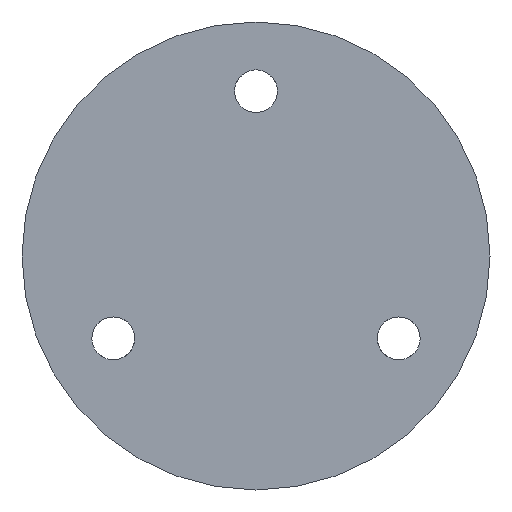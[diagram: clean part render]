
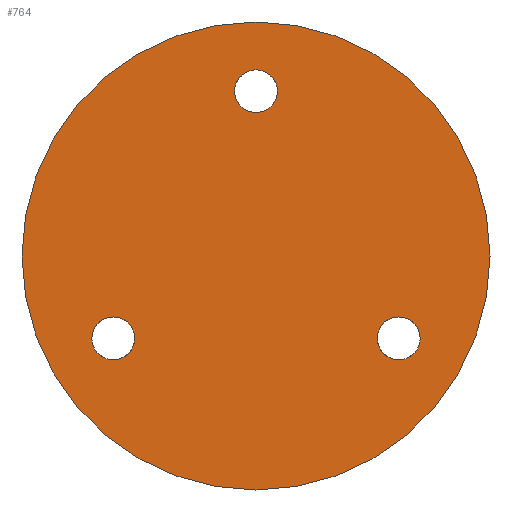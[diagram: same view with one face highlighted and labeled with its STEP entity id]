
A CAD part, front view. The second image highlights one B-rep face of the part: STEP entity #764.
In plain terms, the highlighted planar face has unit normal (0, -1, 0).
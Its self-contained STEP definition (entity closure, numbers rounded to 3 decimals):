
#5 = DIRECTION ( 'NONE',  ( 0., 0., -1. ) ) ;
#14 = AXIS2_PLACEMENT_3D ( 'NONE', #690, #1162, #5 ) ;
#20 = FACE_BOUND ( 'NONE', #245, .T. ) ;
#41 = CARTESIAN_POINT ( 'NONE',  ( 0., 0., 25. ) ) ;
#53 = DIRECTION ( 'NONE',  ( 0., 0., -1. ) ) ;
#86 = CIRCLE ( 'NONE', #973, 3.25 ) ;
#112 = FACE_BOUND ( 'NONE', #341, .T. ) ;
#117 = AXIS2_PLACEMENT_3D ( 'NONE', #1464, #437, #559 ) ;
#147 = DIRECTION ( 'NONE',  ( -1., 0., 0. ) ) ;
#153 = DIRECTION ( 'NONE',  ( 0., -1., 0. ) ) ;
#162 = VERTEX_POINT ( 'NONE', #882 ) ;
#180 = AXIS2_PLACEMENT_3D ( 'NONE', #822, #1285, #259 ) ;
#243 = DIRECTION ( 'NONE',  ( 1., 0., 0. ) ) ;
#245 = EDGE_LOOP ( 'NONE', ( #807, #1268 ) ) ;
#249 = DIRECTION ( 'NONE',  ( 0., 1., 0. ) ) ;
#259 = DIRECTION ( 'NONE',  ( 0.866, 0., 0.5 ) ) ;
#285 = AXIS2_PLACEMENT_3D ( 'NONE', #455, #345, #1026 ) ;
#297 = ORIENTED_EDGE ( 'NONE', *, *, #620, .T. ) ;
#329 = CARTESIAN_POINT ( 'NONE',  ( -35.5, 0., 0. ) ) ;
#341 = EDGE_LOOP ( 'NONE', ( #700, #1487 ) ) ;
#345 = DIRECTION ( 'NONE',  ( 0., -1., 0. ) ) ;
#378 = ORIENTED_EDGE ( 'NONE', *, *, #990, .F. ) ;
#380 = AXIS2_PLACEMENT_3D ( 'NONE', #41, #153, #53 ) ;
#385 = CARTESIAN_POINT ( 'NONE',  ( 0., 0., 28.25 ) ) ;
#392 = CARTESIAN_POINT ( 'NONE',  ( 21.651, 0., -12.5 ) ) ;
#427 = AXIS2_PLACEMENT_3D ( 'NONE', #713, #249, #147 ) ;
#434 = DIRECTION ( 'NONE',  ( 0.866, 0., 0.5 ) ) ;
#437 = DIRECTION ( 'NONE',  ( 0., -1., 0. ) ) ;
#443 = CARTESIAN_POINT ( 'NONE',  ( -24.465, 0., -14.125 ) ) ;
#455 = CARTESIAN_POINT ( 'NONE',  ( 21.651, 0., -12.5 ) ) ;
#464 = CARTESIAN_POINT ( 'NONE',  ( 0., 0., 0. ) ) ;
#471 = FACE_BOUND ( 'NONE', #797, .T. ) ;
#506 = EDGE_CURVE ( 'NONE', #1413, #1295, #1113, .T. ) ;
#508 = CARTESIAN_POINT ( 'NONE',  ( 18.836, 0., -10.875 ) ) ;
#510 = ORIENTED_EDGE ( 'NONE', *, *, #1300, .F. ) ;
#524 = FACE_OUTER_BOUND ( 'NONE', #798, .T. ) ;
#559 = DIRECTION ( 'NONE',  ( 1., 0., 0. ) ) ;
#587 = CARTESIAN_POINT ( 'NONE',  ( 0., 0., 21.75 ) ) ;
#605 = DIRECTION ( 'NONE',  ( -0.866, 0., 0.5 ) ) ;
#620 = EDGE_CURVE ( 'NONE', #914, #162, #757, .T. ) ;
#636 = CARTESIAN_POINT ( 'NONE',  ( 24.465, 0., -14.125 ) ) ;
#690 = CARTESIAN_POINT ( 'NONE',  ( 0., 0., 25. ) ) ;
#700 = ORIENTED_EDGE ( 'NONE', *, *, #506, .F. ) ;
#709 = VERTEX_POINT ( 'NONE', #508 ) ;
#713 = CARTESIAN_POINT ( 'NONE',  ( 0., 0., 0. ) ) ;
#714 = CARTESIAN_POINT ( 'NONE',  ( -18.836, 0., -10.875 ) ) ;
#721 = ORIENTED_EDGE ( 'NONE', *, *, #933, .T. ) ;
#757 = CIRCLE ( 'NONE', #1346, 35.5 ) ;
#764 = ADVANCED_FACE ( 'NONE', ( #20, #471, #112, #524 ), #841, .F. ) ;
#779 = CARTESIAN_POINT ( 'NONE',  ( -21.651, 0., -12.5 ) ) ;
#797 = EDGE_LOOP ( 'NONE', ( #378, #510 ) ) ;
#798 = EDGE_LOOP ( 'NONE', ( #721, #297 ) ) ;
#805 = CIRCLE ( 'NONE', #180, 3.25 ) ;
#807 = ORIENTED_EDGE ( 'NONE', *, *, #1259, .F. ) ;
#809 = EDGE_CURVE ( 'NONE', #947, #1384, #805, .T. ) ;
#822 = CARTESIAN_POINT ( 'NONE',  ( -21.651, 0., -12.5 ) ) ;
#841 = PLANE ( 'NONE',  #427 ) ;
#850 = CIRCLE ( 'NONE', #117, 35.5 ) ;
#882 = CARTESIAN_POINT ( 'NONE',  ( 35.5, 0., 0. ) ) ;
#914 = VERTEX_POINT ( 'NONE', #329 ) ;
#933 = EDGE_CURVE ( 'NONE', #162, #914, #850, .T. ) ;
#947 = VERTEX_POINT ( 'NONE', #443 ) ;
#950 = CIRCLE ( 'NONE', #1318, 3.25 ) ;
#973 = AXIS2_PLACEMENT_3D ( 'NONE', #779, #1265, #434 ) ;
#990 = EDGE_CURVE ( 'NONE', #709, #1220, #1039, .T. ) ;
#1026 = DIRECTION ( 'NONE',  ( -0.866, 0., 0.5 ) ) ;
#1039 = CIRCLE ( 'NONE', #285, 3.25 ) ;
#1113 = CIRCLE ( 'NONE', #380, 3.25 ) ;
#1133 = DIRECTION ( 'NONE',  ( 0., -1., 0. ) ) ;
#1162 = DIRECTION ( 'NONE',  ( 0., -1., 0. ) ) ;
#1220 = VERTEX_POINT ( 'NONE', #636 ) ;
#1259 = EDGE_CURVE ( 'NONE', #1384, #947, #86, .T. ) ;
#1260 = CIRCLE ( 'NONE', #14, 3.25 ) ;
#1265 = DIRECTION ( 'NONE',  ( 0., -1., 0. ) ) ;
#1268 = ORIENTED_EDGE ( 'NONE', *, *, #809, .F. ) ;
#1285 = DIRECTION ( 'NONE',  ( 0., -1., 0. ) ) ;
#1295 = VERTEX_POINT ( 'NONE', #385 ) ;
#1300 = EDGE_CURVE ( 'NONE', #1220, #709, #950, .T. ) ;
#1318 = AXIS2_PLACEMENT_3D ( 'NONE', #392, #1432, #605 ) ;
#1339 = EDGE_CURVE ( 'NONE', #1295, #1413, #1260, .T. ) ;
#1346 = AXIS2_PLACEMENT_3D ( 'NONE', #464, #1133, #243 ) ;
#1384 = VERTEX_POINT ( 'NONE', #714 ) ;
#1413 = VERTEX_POINT ( 'NONE', #587 ) ;
#1432 = DIRECTION ( 'NONE',  ( 0., -1., 0. ) ) ;
#1464 = CARTESIAN_POINT ( 'NONE',  ( 0., 0., 0. ) ) ;
#1487 = ORIENTED_EDGE ( 'NONE', *, *, #1339, .F. ) ;
